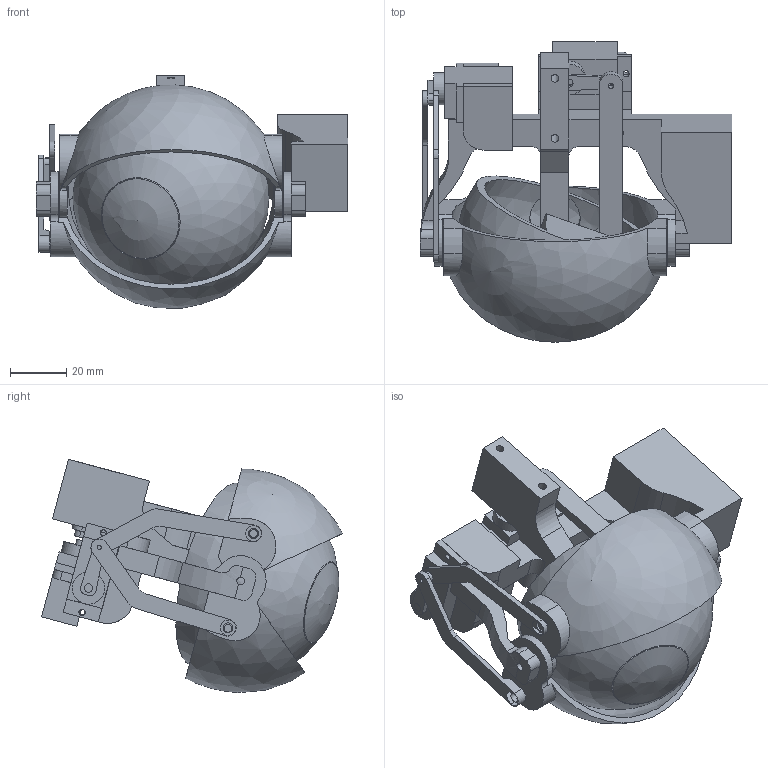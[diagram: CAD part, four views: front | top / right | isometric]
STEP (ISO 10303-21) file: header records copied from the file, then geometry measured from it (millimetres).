
FILE_DESCRIPTION(/* description */ (''),/* implementation_level */ '2;1');
FILE_NAME(/* name */ 'глаза с поддержками.stp',/* time_stamp */ '2022-02-10T17:52:53+03:00',/* author */ ('liz75'),/* organization */ (''),/* preprocessor_version */ 'ST-DEVELOPER v18',/* originating_system */ 'Autodesk Inventor 2020',/* authorisation */ '');
FILE_SCHEMA (('AUTOMOTIVE_DESIGN { 1 0 10303 214 3 1 1 }'));
Length unit declared in the file: millimetre
Products named in the file (1): ball(Mirror)
Bounding box: 111 x 107.3 x 83.24 mm (x, y, z)
Volume: 174059.6 mm3; surface area: 69529.8 mm2
Topology: 14 solids, 14 shells, 281 faces, 730 edges, 483 vertices
Faces by surface type: plane 155, cylinder 114, sphere 7, cone 5
Full cylindrical faces by diameter (mm): 1.5 x2, 2 x7, 2.2 x4, 2.8 x17, 3 x4, 3.5 x3, 3.8 x2, 4 x1, 4.3 x1, 9 x1, 10.8 x1, 11.5 x2, 15 x2, 18 x1, 29.3 x1, 30 x1
Entity records: 9094 total; most frequent: CARTESIAN_POINT 1791, DIRECTION 1527, ORIENTED_EDGE 1454, EDGE_CURVE 727, AXIS2_PLACEMENT_3D 542, VERTEX_POINT 483, LINE 443, VECTOR 443
